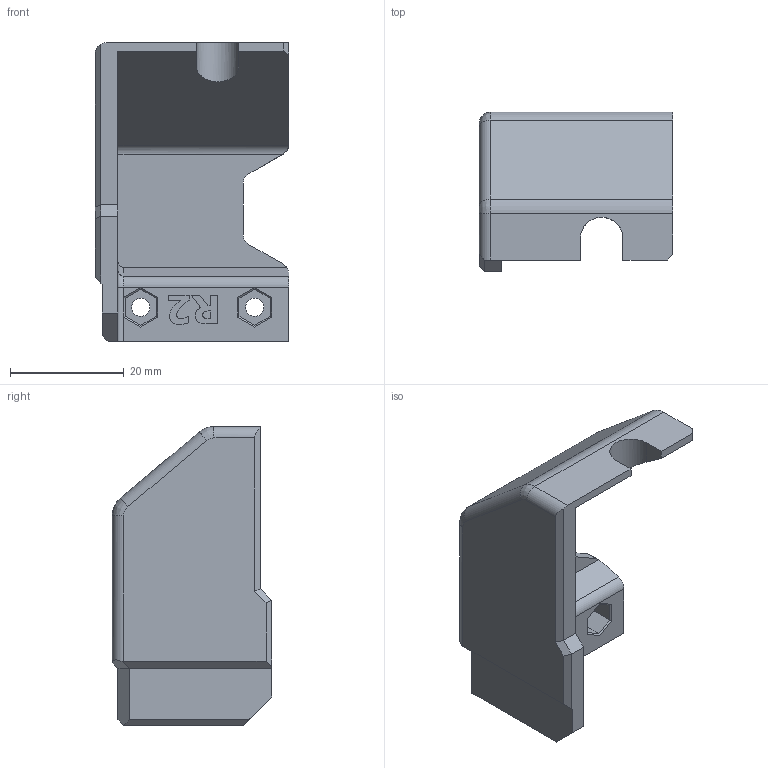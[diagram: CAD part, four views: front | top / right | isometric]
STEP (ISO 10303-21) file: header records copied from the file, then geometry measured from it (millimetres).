
FILE_DESCRIPTION(/* description */ (''),/* implementation_level */ '2;1');
FILE_NAME(/* name */ 'cable-cover-cap-l-right_R2.stp',/* time_stamp */ '2023-12-19T11:02:16+01:00',/* author */ ('Dominik Tebich'),/* organization */ (''),/* preprocessor_version */ 'ST-DEVELOPER v19.2',/* originating_system */ 'Autodesk Inventor 2023',/* authorisation */ '');
FILE_SCHEMA (('AUTOMOTIVE_DESIGN { 1 0 10303 214 3 1 1 }'));
Length unit declared in the file: millimetre
Products named in the file (1): cable-cover-cap-l-right_R2
Bounding box: 34 x 28 x 52.5 mm (x, y, z)
Volume: 12747.7 mm3; surface area: 7265 mm2
Topology: 1 solids, 1 shells, 116 faces, 305 edges, 195 vertices
Faces by surface type: plane 81, bspline 18, cylinder 16, torus 1
Full cylindrical faces by diameter (mm): 3.2 x2
Entity records: 3752 total; most frequent: CARTESIAN_POINT 852, ORIENTED_EDGE 610, DIRECTION 508, EDGE_CURVE 305, LINE 234, VECTOR 234, VERTEX_POINT 195, AXIS2_PLACEMENT_3D 137
